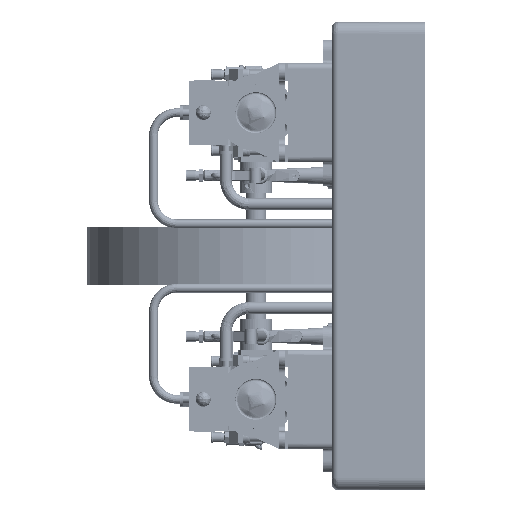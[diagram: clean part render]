
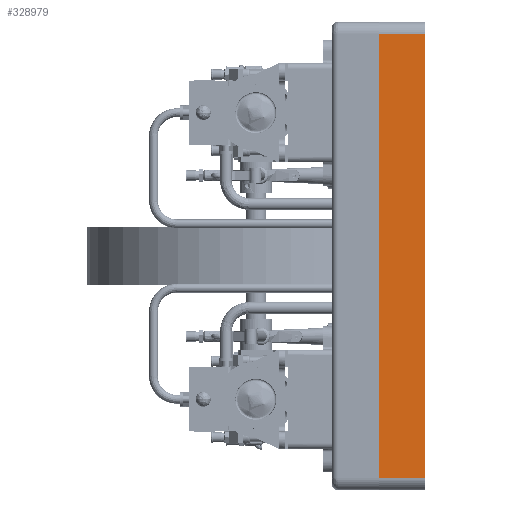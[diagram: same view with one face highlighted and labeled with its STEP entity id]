
A CAD part, left-side view. The second image highlights one B-rep face of the part: STEP entity #328979.
In plain terms, the highlighted free-form (B-spline) face has degree [1, 1] with [2, 2] control points.
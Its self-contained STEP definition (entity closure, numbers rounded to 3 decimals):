
#328979 = ADVANCED_FACE('',(#328980),#329010,.F.);
#328980 = FACE_BOUND('',#328981,.T.);
#328981 = EDGE_LOOP('',(#328982,#328991,#328998,#329005));
#328982 = ORIENTED_EDGE('',*,*,#328983,.T.);
#328983 = EDGE_CURVE('',#328984,#328986,#328988,.T.);
#328984 = VERTEX_POINT('',#328985);
#328985 = CARTESIAN_POINT('',(-313.929,-23.097,
    10.407));
#328986 = VERTEX_POINT('',#328987);
#328987 = CARTESIAN_POINT('',(-313.929,-48.434,
    10.407));
#328988 = B_SPLINE_CURVE_WITH_KNOTS('',1,(#328989,#328990),
  .UNSPECIFIED.,.F.,.F.,(2,2),(0.001,25.401),
  .PIECEWISE_BEZIER_KNOTS.);
#328989 = CARTESIAN_POINT('',(-313.929,-23.097,
    10.407));
#328990 = CARTESIAN_POINT('',(-313.929,-48.434,
    10.407));
#328991 = ORIENTED_EDGE('',*,*,#328992,.F.);
#328992 = EDGE_CURVE('',#328993,#328986,#328995,.T.);
#328993 = VERTEX_POINT('',#328994);
#328994 = CARTESIAN_POINT('',(-313.929,-48.434,
    251.109));
#328995 = B_SPLINE_CURVE_WITH_KNOTS('',1,(#328996,#328997),
  .UNSPECIFIED.,.F.,.F.,(2,2),(6.35,247.65),.PIECEWISE_BEZIER_KNOTS.);
#328996 = CARTESIAN_POINT('',(-313.929,-48.434,
    251.109));
#328997 = CARTESIAN_POINT('',(-313.929,-48.434,
    10.407));
#328998 = ORIENTED_EDGE('',*,*,#328999,.F.);
#328999 = EDGE_CURVE('',#329000,#328993,#329002,.T.);
#329000 = VERTEX_POINT('',#329001);
#329001 = CARTESIAN_POINT('',(-313.929,-23.097,
    251.109));
#329002 = B_SPLINE_CURVE_WITH_KNOTS('',1,(#329003,#329004),
  .UNSPECIFIED.,.F.,.F.,(2,2),(0.001,25.401),
  .PIECEWISE_BEZIER_KNOTS.);
#329003 = CARTESIAN_POINT('',(-313.929,-23.097,
    251.109));
#329004 = CARTESIAN_POINT('',(-313.929,-48.434,
    251.109));
#329005 = ORIENTED_EDGE('',*,*,#329006,.T.);
#329006 = EDGE_CURVE('',#329000,#328984,#329007,.T.);
#329007 = B_SPLINE_CURVE_WITH_KNOTS('',1,(#329008,#329009),
  .UNSPECIFIED.,.F.,.F.,(2,2),(6.35,247.65),.PIECEWISE_BEZIER_KNOTS.);
#329008 = CARTESIAN_POINT('',(-313.929,-23.097,
    251.109));
#329009 = CARTESIAN_POINT('',(-313.929,-23.097,
    10.407));
#329010 = B_SPLINE_SURFACE_WITH_KNOTS('',1,1,(
    (#329011,#329012)
    ,(#329013,#329014
    )),.UNSPECIFIED.,.F.,.F.,.F.,(2,2),(2,2),(-247.65,-6.35),(-25.4,0.),
  .PIECEWISE_BEZIER_KNOTS.);
#329011 = CARTESIAN_POINT('',(-313.929,-23.097,
    10.407));
#329012 = CARTESIAN_POINT('',(-313.929,-48.434,
    10.407));
#329013 = CARTESIAN_POINT('',(-313.929,-23.097,
    251.109));
#329014 = CARTESIAN_POINT('',(-313.929,-48.434,
    251.109));
